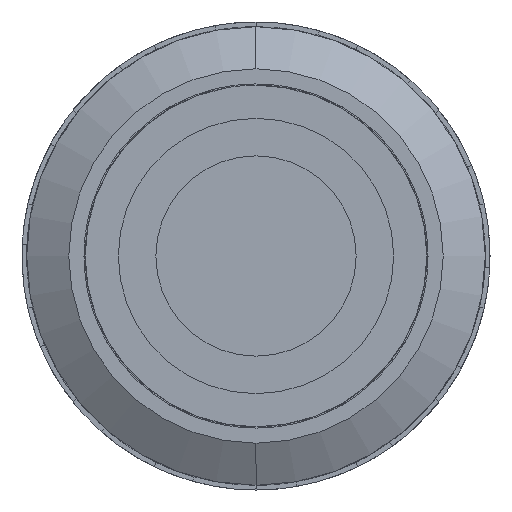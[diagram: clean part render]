
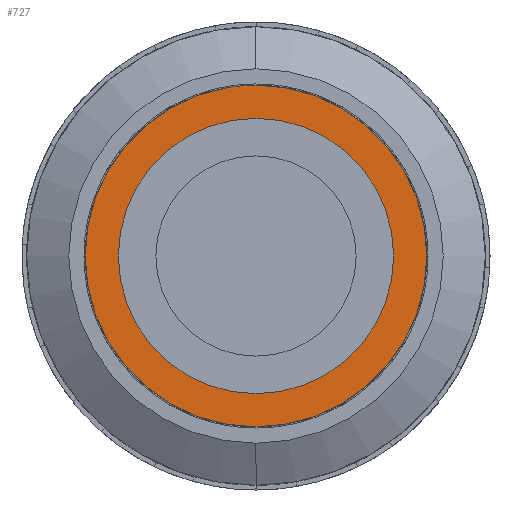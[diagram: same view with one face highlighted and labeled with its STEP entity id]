
A CAD part, left-side view. The second image highlights one B-rep face of the part: STEP entity #727.
In plain terms, the highlighted planar face has unit normal (-1, 0, 0).
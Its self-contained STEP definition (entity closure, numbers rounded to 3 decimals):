
#727=ADVANCED_FACE('',(#1594,#1595),#1596,.T.);
#1594=FACE_OUTER_BOUND('',#2600,.T.);
#1595=FACE_BOUND('',#2601,.T.);
#1596=PLANE('',#2602);
#2600=EDGE_LOOP('',(#4899,#4900,#4901));
#2601=EDGE_LOOP('',(#4902,#4903));
#2602=AXIS2_PLACEMENT_3D('',#4904,#4905,#4906);
#4899=ORIENTED_EDGE('',*,*,#6967,.T.);
#4900=ORIENTED_EDGE('',*,*,#6243,.T.);
#4901=ORIENTED_EDGE('',*,*,#6968,.T.);
#4902=ORIENTED_EDGE('',*,*,#6240,.T.);
#4903=ORIENTED_EDGE('',*,*,#6969,.T.);
#4904=CARTESIAN_POINT('',(-157.5,0.0,0.0));
#4905=DIRECTION('',(-1.0,0.0,0.0));
#4906=DIRECTION('',(0.0,0.0,-1.0));
#6240=EDGE_CURVE('',#7568,#7572,#7574,.T.);
#6243=EDGE_CURVE('',#7579,#7576,#7580,.T.);
#6967=EDGE_CURVE('',#8671,#7579,#8672,.T.);
#6968=EDGE_CURVE('',#7576,#8671,#8673,.T.);
#6969=EDGE_CURVE('',#7572,#7568,#8674,.T.);
#7568=VERTEX_POINT('',#9429);
#7572=VERTEX_POINT('',#9434);
#7574=CIRCLE('',#9437,55.0);
#7576=VERTEX_POINT('',#9439);
#7579=VERTEX_POINT('',#9443);
#7580=CIRCLE('',#9444,68.25);
#8671=VERTEX_POINT('',#10879);
#8672=CIRCLE('',#10880,68.25);
#8673=CIRCLE('',#10881,68.25);
#8674=CIRCLE('',#10882,55.0);
#9429=CARTESIAN_POINT('',(-157.5,0.0,55.0));
#9434=CARTESIAN_POINT('',(-157.5,0.,-55.0));
#9437=AXIS2_PLACEMENT_3D('',#11742,#11743,#11744);
#9439=CARTESIAN_POINT('',(-157.5,0.,68.25));
#9443=CARTESIAN_POINT('',(-157.5,0.,-68.25));
#9444=AXIS2_PLACEMENT_3D('',#11746,#11747,#11748);
#10879=CARTESIAN_POINT('',(-157.5,11.851,67.213));
#10880=AXIS2_PLACEMENT_3D('',#12699,#12700,#12701);
#10881=AXIS2_PLACEMENT_3D('',#12702,#12703,#12704);
#10882=AXIS2_PLACEMENT_3D('',#12705,#12706,#12707);
#11742=CARTESIAN_POINT('',(-157.5,0.0,0.0));
#11743=DIRECTION('',(1.0,0.0,-0.0));
#11744=DIRECTION('',(0.0,0.0,1.0));
#11746=CARTESIAN_POINT('',(-157.5,0.0,0.0));
#11747=DIRECTION('',(-1.0,0.0,0.0));
#11748=DIRECTION('',(0.0,0.0,1.0));
#12699=CARTESIAN_POINT('',(-157.5,0.0,0.0));
#12700=DIRECTION('',(-1.0,0.0,0.0));
#12701=DIRECTION('',(0.0,0.0,1.0));
#12702=CARTESIAN_POINT('',(-157.5,0.0,0.0));
#12703=DIRECTION('',(-1.0,0.0,0.0));
#12704=DIRECTION('',(0.0,0.0,1.0));
#12705=CARTESIAN_POINT('',(-157.5,0.0,0.0));
#12706=DIRECTION('',(1.0,0.0,-0.0));
#12707=DIRECTION('',(0.0,0.0,1.0));
